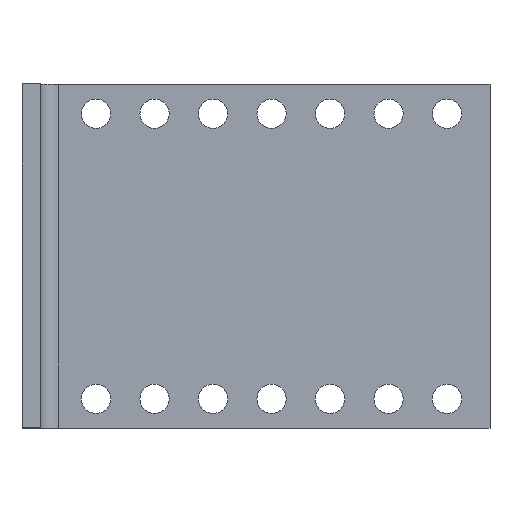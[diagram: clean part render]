
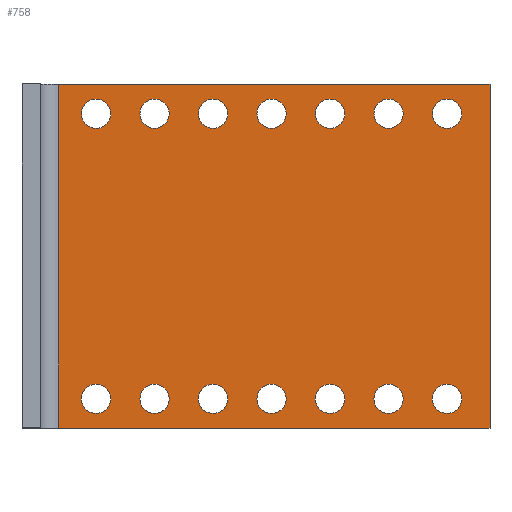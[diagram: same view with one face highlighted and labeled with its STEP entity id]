
A CAD part, top view. The second image highlights one B-rep face of the part: STEP entity #758.
In plain terms, the highlighted planar face has unit normal (0, 0, 1).
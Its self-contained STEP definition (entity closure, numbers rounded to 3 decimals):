
#43=FACE_BOUND('',#225,.T.);
#44=FACE_BOUND('',#226,.T.);
#45=FACE_BOUND('',#227,.T.);
#46=FACE_BOUND('',#228,.T.);
#47=FACE_BOUND('',#229,.T.);
#48=FACE_BOUND('',#230,.T.);
#49=FACE_BOUND('',#231,.T.);
#50=FACE_BOUND('',#232,.T.);
#51=FACE_BOUND('',#233,.T.);
#52=FACE_BOUND('',#234,.T.);
#53=FACE_BOUND('',#235,.T.);
#54=FACE_BOUND('',#236,.T.);
#55=FACE_BOUND('',#237,.T.);
#56=FACE_BOUND('',#238,.T.);
#73=CIRCLE('',#808,1.6);
#75=CIRCLE('',#811,1.6);
#77=CIRCLE('',#814,1.6);
#79=CIRCLE('',#817,1.6);
#81=CIRCLE('',#820,1.6);
#83=CIRCLE('',#823,1.6);
#85=CIRCLE('',#826,1.6);
#87=CIRCLE('',#829,1.6);
#89=CIRCLE('',#832,1.6);
#91=CIRCLE('',#835,1.6);
#93=CIRCLE('',#838,1.6);
#95=CIRCLE('',#841,1.6);
#97=CIRCLE('',#844,1.6);
#99=CIRCLE('',#847,1.6);
#158=FACE_OUTER_BOUND('',#224,.T.);
#224=EDGE_LOOP('',(#665,#666,#667,#668));
#225=EDGE_LOOP('',(#669));
#226=EDGE_LOOP('',(#670));
#227=EDGE_LOOP('',(#671));
#228=EDGE_LOOP('',(#672));
#229=EDGE_LOOP('',(#673));
#230=EDGE_LOOP('',(#674));
#231=EDGE_LOOP('',(#675));
#232=EDGE_LOOP('',(#676));
#233=EDGE_LOOP('',(#677));
#234=EDGE_LOOP('',(#678));
#235=EDGE_LOOP('',(#679));
#236=EDGE_LOOP('',(#680));
#237=EDGE_LOOP('',(#681));
#238=EDGE_LOOP('',(#682));
#284=LINE('',#1267,#336);
#288=LINE('',#1276,#340);
#289=LINE('',#1278,#341);
#290=LINE('',#1279,#342);
#336=VECTOR('',#1058,10.);
#340=VECTOR('',#1066,10.);
#341=VECTOR('',#1067,10.);
#342=VECTOR('',#1068,10.);
#371=VERTEX_POINT('',#1155);
#373=VERTEX_POINT('',#1161);
#375=VERTEX_POINT('',#1167);
#377=VERTEX_POINT('',#1173);
#379=VERTEX_POINT('',#1179);
#381=VERTEX_POINT('',#1185);
#383=VERTEX_POINT('',#1191);
#385=VERTEX_POINT('',#1197);
#387=VERTEX_POINT('',#1203);
#389=VERTEX_POINT('',#1209);
#391=VERTEX_POINT('',#1215);
#393=VERTEX_POINT('',#1221);
#395=VERTEX_POINT('',#1227);
#397=VERTEX_POINT('',#1233);
#408=VERTEX_POINT('',#1261);
#410=VERTEX_POINT('',#1265);
#413=VERTEX_POINT('',#1275);
#414=VERTEX_POINT('',#1277);
#445=EDGE_CURVE('',#371,#371,#73,.T.);
#448=EDGE_CURVE('',#373,#373,#75,.T.);
#451=EDGE_CURVE('',#375,#375,#77,.T.);
#454=EDGE_CURVE('',#377,#377,#79,.T.);
#457=EDGE_CURVE('',#379,#379,#81,.T.);
#460=EDGE_CURVE('',#381,#381,#83,.T.);
#463=EDGE_CURVE('',#383,#383,#85,.T.);
#466=EDGE_CURVE('',#385,#385,#87,.T.);
#469=EDGE_CURVE('',#387,#387,#89,.T.);
#472=EDGE_CURVE('',#389,#389,#91,.T.);
#475=EDGE_CURVE('',#391,#391,#93,.T.);
#478=EDGE_CURVE('',#393,#393,#95,.T.);
#481=EDGE_CURVE('',#395,#395,#97,.T.);
#484=EDGE_CURVE('',#397,#397,#99,.T.);
#500=EDGE_CURVE('',#408,#410,#284,.T.);
#504=EDGE_CURVE('',#413,#410,#288,.T.);
#505=EDGE_CURVE('',#413,#414,#289,.T.);
#506=EDGE_CURVE('',#414,#408,#290,.T.);
#665=ORIENTED_EDGE('',*,*,#500,.T.);
#666=ORIENTED_EDGE('',*,*,#504,.F.);
#667=ORIENTED_EDGE('',*,*,#505,.T.);
#668=ORIENTED_EDGE('',*,*,#506,.T.);
#669=ORIENTED_EDGE('',*,*,#445,.T.);
#670=ORIENTED_EDGE('',*,*,#448,.T.);
#671=ORIENTED_EDGE('',*,*,#451,.T.);
#672=ORIENTED_EDGE('',*,*,#454,.T.);
#673=ORIENTED_EDGE('',*,*,#457,.T.);
#674=ORIENTED_EDGE('',*,*,#460,.T.);
#675=ORIENTED_EDGE('',*,*,#463,.T.);
#676=ORIENTED_EDGE('',*,*,#466,.T.);
#677=ORIENTED_EDGE('',*,*,#469,.T.);
#678=ORIENTED_EDGE('',*,*,#472,.T.);
#679=ORIENTED_EDGE('',*,*,#475,.T.);
#680=ORIENTED_EDGE('',*,*,#478,.T.);
#681=ORIENTED_EDGE('',*,*,#481,.T.);
#682=ORIENTED_EDGE('',*,*,#484,.T.);
#720=PLANE('',#858);
#758=ADVANCED_FACE('',(#158,#43,#44,#45,#46,#47,#48,#49,#50,#51,#52,#53,
#54,#55,#56),#720,.F.);
#808=AXIS2_PLACEMENT_3D('',#1156,#937,#938);
#811=AXIS2_PLACEMENT_3D('',#1162,#944,#945);
#814=AXIS2_PLACEMENT_3D('',#1168,#951,#952);
#817=AXIS2_PLACEMENT_3D('',#1174,#958,#959);
#820=AXIS2_PLACEMENT_3D('',#1180,#965,#966);
#823=AXIS2_PLACEMENT_3D('',#1186,#972,#973);
#826=AXIS2_PLACEMENT_3D('',#1192,#979,#980);
#829=AXIS2_PLACEMENT_3D('',#1198,#986,#987);
#832=AXIS2_PLACEMENT_3D('',#1204,#993,#994);
#835=AXIS2_PLACEMENT_3D('',#1210,#1000,#1001);
#838=AXIS2_PLACEMENT_3D('',#1216,#1007,#1008);
#841=AXIS2_PLACEMENT_3D('',#1222,#1014,#1015);
#844=AXIS2_PLACEMENT_3D('',#1228,#1021,#1022);
#847=AXIS2_PLACEMENT_3D('',#1234,#1028,#1029);
#858=AXIS2_PLACEMENT_3D('',#1274,#1064,#1065);
#937=DIRECTION('center_axis',(0.,0.,-1.));
#938=DIRECTION('ref_axis',(-1.,0.,0.));
#944=DIRECTION('center_axis',(0.,0.,-1.));
#945=DIRECTION('ref_axis',(-1.,0.,0.));
#951=DIRECTION('center_axis',(0.,0.,-1.));
#952=DIRECTION('ref_axis',(-1.,0.,0.));
#958=DIRECTION('center_axis',(0.,0.,-1.));
#959=DIRECTION('ref_axis',(-1.,0.,0.));
#965=DIRECTION('center_axis',(0.,0.,-1.));
#966=DIRECTION('ref_axis',(-1.,0.,0.));
#972=DIRECTION('center_axis',(0.,0.,-1.));
#973=DIRECTION('ref_axis',(-1.,0.,0.));
#979=DIRECTION('center_axis',(0.,0.,-1.));
#980=DIRECTION('ref_axis',(-1.,0.,0.));
#986=DIRECTION('center_axis',(0.,0.,-1.));
#987=DIRECTION('ref_axis',(-1.,0.,0.));
#993=DIRECTION('center_axis',(0.,0.,-1.));
#994=DIRECTION('ref_axis',(-1.,0.,0.));
#1000=DIRECTION('center_axis',(0.,0.,-1.));
#1001=DIRECTION('ref_axis',(-1.,0.,0.));
#1007=DIRECTION('center_axis',(0.,0.,-1.));
#1008=DIRECTION('ref_axis',(-1.,0.,0.));
#1014=DIRECTION('center_axis',(0.,0.,-1.));
#1015=DIRECTION('ref_axis',(-1.,0.,0.));
#1021=DIRECTION('center_axis',(0.,0.,-1.));
#1022=DIRECTION('ref_axis',(-1.,0.,0.));
#1028=DIRECTION('center_axis',(0.,0.,-1.));
#1029=DIRECTION('ref_axis',(-1.,0.,0.));
#1058=DIRECTION('',(0.,-1.,0.));
#1064=DIRECTION('center_axis',(0.,0.,-1.));
#1065=DIRECTION('ref_axis',(-1.,0.,0.));
#1066=DIRECTION('',(-1.,0.,0.));
#1067=DIRECTION('',(0.,1.,0.));
#1068=DIRECTION('',(-1.,0.,0.));
#1155=CARTESIAN_POINT('',(33.3,3.2,0.));
#1156=CARTESIAN_POINT('Origin',(31.7,3.2,0.));
#1161=CARTESIAN_POINT('',(7.7,3.2,0.));
#1162=CARTESIAN_POINT('Origin',(6.1,3.2,0.));
#1167=CARTESIAN_POINT('',(26.9,34.4,0.));
#1168=CARTESIAN_POINT('Origin',(25.3,34.4,0.));
#1173=CARTESIAN_POINT('',(7.7,34.4,0.));
#1174=CARTESIAN_POINT('Origin',(6.1,34.4,0.));
#1179=CARTESIAN_POINT('',(33.3,34.4,0.));
#1180=CARTESIAN_POINT('Origin',(31.7,34.4,0.));
#1185=CARTESIAN_POINT('',(14.1,3.2,0.));
#1186=CARTESIAN_POINT('Origin',(12.5,3.2,0.));
#1191=CARTESIAN_POINT('',(39.7,3.2,0.));
#1192=CARTESIAN_POINT('Origin',(38.1,3.2,0.));
#1197=CARTESIAN_POINT('',(26.9,3.2,0.));
#1198=CARTESIAN_POINT('Origin',(25.3,3.2,0.));
#1203=CARTESIAN_POINT('',(46.1,34.4,0.));
#1204=CARTESIAN_POINT('Origin',(44.5,34.4,0.));
#1209=CARTESIAN_POINT('',(20.5,34.4,0.));
#1210=CARTESIAN_POINT('Origin',(18.9,34.4,0.));
#1215=CARTESIAN_POINT('',(14.1,34.4,0.));
#1216=CARTESIAN_POINT('Origin',(12.5,34.4,0.));
#1221=CARTESIAN_POINT('',(39.7,34.4,0.));
#1222=CARTESIAN_POINT('Origin',(38.1,34.4,0.));
#1227=CARTESIAN_POINT('',(20.5,3.2,0.));
#1228=CARTESIAN_POINT('Origin',(18.9,3.2,0.));
#1233=CARTESIAN_POINT('',(46.1,3.2,0.));
#1234=CARTESIAN_POINT('Origin',(44.5,3.2,0.));
#1261=CARTESIAN_POINT('',(2.,37.6,0.));
#1265=CARTESIAN_POINT('',(2.,0.,0.));
#1267=CARTESIAN_POINT('',(2.,0.,0.));
#1274=CARTESIAN_POINT('Origin',(49.2,0.,0.));
#1275=CARTESIAN_POINT('',(49.2,0.,0.));
#1276=CARTESIAN_POINT('',(49.2,0.,0.));
#1277=CARTESIAN_POINT('',(49.2,37.6,0.));
#1278=CARTESIAN_POINT('',(49.2,0.,0.));
#1279=CARTESIAN_POINT('',(49.2,37.6,0.));
